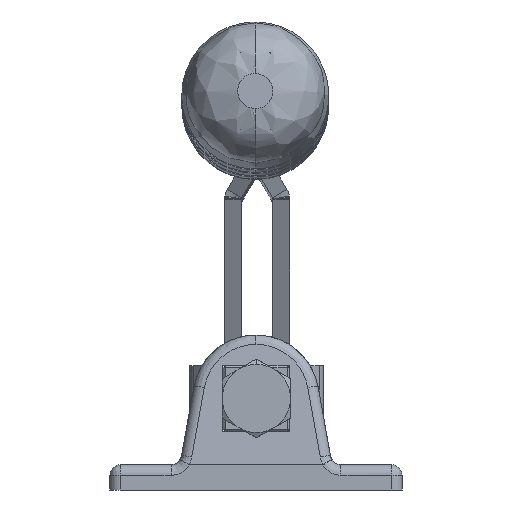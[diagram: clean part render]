
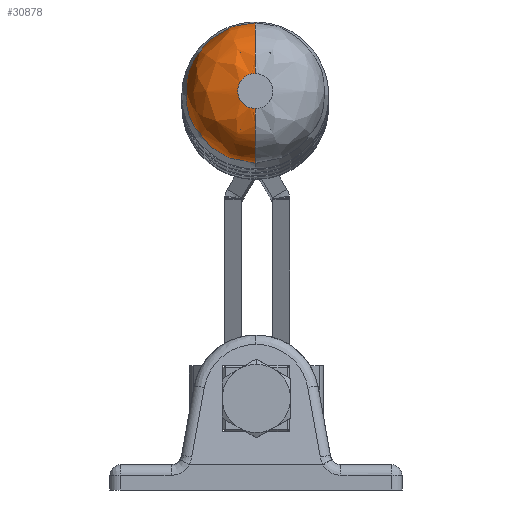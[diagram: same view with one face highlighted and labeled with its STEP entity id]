
A CAD part, front view. The second image highlights one B-rep face of the part: STEP entity #30878.
In plain terms, the highlighted free-form (B-spline) face has degree [3, 3] with [4, 4] control points.
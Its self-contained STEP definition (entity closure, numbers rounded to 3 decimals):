
#355 = CARTESIAN_POINT ( 'NONE',  ( 420.01, 103.92, 0. ) ) ;
#477 = DIRECTION ( 'NONE',  ( 0., 0., 1. ) ) ;
#513 = CARTESIAN_POINT ( 'NONE',  ( 420.01, 110.599, 0. ) ) ;
#2823 = CARTESIAN_POINT ( 'NONE',  ( 420.01, 118.758, 22.996 ) ) ;
#3162 = CARTESIAN_POINT ( 'NONE',  ( 413.119, 123.125, 31.731 ) ) ;
#3276 = CARTESIAN_POINT ( 'NONE',  ( 405.741, 119.642, 0. ) ) ;
#3399 = DIRECTION ( 'NONE',  ( 0., 0., -1. ) ) ;
#3510 = DIRECTION ( 'NONE',  ( -1., 0., 0. ) ) ;
#3926 = CARTESIAN_POINT ( 'NONE',  ( 420.01, 103.92, 0. ) ) ;
#4460 = CIRCLE ( 'NONE', #14804, 10. ) ;
#4669 = ORIENTED_EDGE ( 'NONE', *, *, #8831, .T. ) ;
#4999 =( BOUNDED_CURVE ( )  B_SPLINE_CURVE ( 3, ( #355, #23904, #29385, #8180 ),
 .UNSPECIFIED., .F., .F. ) 
 B_SPLINE_CURVE_WITH_KNOTS ( ( 4, 4 ),
 ( 0., 1. ),
 .UNSPECIFIED. ) 
 CURVE ( )  GEOMETRIC_REPRESENTATION_ITEM ( )  RATIONAL_B_SPLINE_CURVE ( ( 1., 0.333, 0.333, 1. ) ) 
 REPRESENTATION_ITEM ( '' )  );
#5651 = CARTESIAN_POINT ( 'NONE',  ( 405.741, 119.642, 0. ) ) ;
#5796 = CARTESIAN_POINT ( 'NONE',  ( 413.119, 91.394, 0. ) ) ;
#6155 = CARTESIAN_POINT ( 'NONE',  ( 405.741, 107.259, 0. ) ) ;
#6481 = CIRCLE ( 'NONE', #25014, 12.383 ) ;
#7268 = EDGE_CURVE ( 'NONE', #12621, #29607, #30387, .T. ) ;
#7984 = CARTESIAN_POINT ( 'NONE',  ( 420.01, 118.758, 0. ) ) ;
#8060 = CARTESIAN_POINT ( 'NONE',  ( 410.01, 110.599, 0. ) ) ;
#8110 = EDGE_CURVE ( 'NONE', #16181, #22239, #4460, .T. ) ;
#8180 = CARTESIAN_POINT ( 'NONE',  ( 420.01, 110.599, 0. ) ) ;
#8725 = FACE_OUTER_BOUND ( 'NONE', #21554, .T. ) ;
#8756 = AXIS2_PLACEMENT_3D ( 'NONE', #27253, #3510, #3399 ) ;
#8831 = EDGE_CURVE ( 'NONE', #12621, #16181, #4999, .T. ) ;
#10074 = CARTESIAN_POINT ( 'NONE',  ( 405.741, 107.259, 12.383 ) ) ;
#11036 = DIRECTION ( 'NONE',  ( 0., 1., 0. ) ) ;
#12554 = CARTESIAN_POINT ( 'NONE',  ( 420.01, 110.599, 0. ) ) ;
#12621 = VERTEX_POINT ( 'NONE', #3926 ) ;
#14804 = AXIS2_PLACEMENT_3D ( 'NONE', #8060, #477, #11036 ) ;
#14949 = CARTESIAN_POINT ( 'NONE',  ( 410.01, 103.92, 0. ) ) ;
#15822 = CARTESIAN_POINT ( 'NONE',  ( 413.119, 123.125, 0. ) ) ;
#16181 = VERTEX_POINT ( 'NONE', #12554 ) ;
#16398 = DIRECTION ( 'NONE',  ( 0., 0., -1. ) ) ;
#16843 = CARTESIAN_POINT ( 'NONE',  ( 405.741, 94.877, 24.766 ) ) ;
#17210 = AXIS2_PLACEMENT_3D ( 'NONE', #14949, #33605, #22827 ) ;
#17547 = ORIENTED_EDGE ( 'NONE', *, *, #8110, .T. ) ;
#17561 =( BOUNDED_SURFACE ( )  B_SPLINE_SURFACE ( 3, 3, ( 
 ( #513, #31970, #18898, #18567 ),
 ( #7984, #2823, #23824, #31745 ),
 ( #15822, #3162, #21508, #5796 ),
 ( #3276, #21858, #16843, #21626 ) ),
 .UNSPECIFIED., .F., .F., .F. ) 
 B_SPLINE_SURFACE_WITH_KNOTS ( ( 4, 4 ),
 ( 4, 4 ),
 ( 0., 1. ),
 ( 0., 1. ),
 .UNSPECIFIED. ) 
 GEOMETRIC_REPRESENTATION_ITEM ( )  RATIONAL_B_SPLINE_SURFACE ( (
 ( 1., 0.333, 0.333, 1.),
 ( 0.69, 0.23, 0.23, 0.69),
 ( 0.69, 0.23, 0.23, 0.69),
 ( 1., 0.333, 0.333, 1.) ) ) 
 REPRESENTATION_ITEM ( '' )  SURFACE ( )  );
#18271 = ORIENTED_EDGE ( 'NONE', *, *, #25250, .F. ) ;
#18567 = CARTESIAN_POINT ( 'NONE',  ( 420.01, 103.92, 0. ) ) ;
#18898 = CARTESIAN_POINT ( 'NONE',  ( 420.01, 103.92, 6.679 ) ) ;
#21508 = CARTESIAN_POINT ( 'NONE',  ( 413.119, 91.394, 31.731 ) ) ;
#21554 = EDGE_LOOP ( 'NONE', ( #25059, #4669, #17547, #18271, #28858 ) ) ;
#21626 = CARTESIAN_POINT ( 'NONE',  ( 405.741, 94.877, 0. ) ) ;
#21858 = CARTESIAN_POINT ( 'NONE',  ( 405.741, 119.642, 24.766 ) ) ;
#22239 = VERTEX_POINT ( 'NONE', #5651 ) ;
#22827 = DIRECTION ( 'NONE',  ( 0., -1., 0. ) ) ;
#23824 = CARTESIAN_POINT ( 'NONE',  ( 420.01, 95.761, 22.996 ) ) ;
#23894 = CARTESIAN_POINT ( 'NONE',  ( 405.741, 94.877, 0. ) ) ;
#23904 = CARTESIAN_POINT ( 'NONE',  ( 420.01, 103.92, 6.679 ) ) ;
#25014 = AXIS2_PLACEMENT_3D ( 'NONE', #6155, #32436, #16398 ) ;
#25059 = ORIENTED_EDGE ( 'NONE', *, *, #7268, .F. ) ;
#25250 = EDGE_CURVE ( 'NONE', #26143, #22239, #6481, .T. ) ;
#26143 = VERTEX_POINT ( 'NONE', #10074 ) ;
#27253 = CARTESIAN_POINT ( 'NONE',  ( 405.741, 107.259, 0. ) ) ;
#28858 = ORIENTED_EDGE ( 'NONE', *, *, #32895, .F. ) ;
#29385 = CARTESIAN_POINT ( 'NONE',  ( 420.01, 110.599, 6.679 ) ) ;
#29607 = VERTEX_POINT ( 'NONE', #23894 ) ;
#30387 = CIRCLE ( 'NONE', #17210, 10. ) ;
#30404 = CIRCLE ( 'NONE', #8756, 12.383 ) ;
#30878 = ADVANCED_FACE ( 'NONE', ( #8725 ), #17561, .T. ) ;
#31745 = CARTESIAN_POINT ( 'NONE',  ( 420.01, 95.761, 0. ) ) ;
#31970 = CARTESIAN_POINT ( 'NONE',  ( 420.01, 110.599, 6.679 ) ) ;
#32436 = DIRECTION ( 'NONE',  ( -1., 0., 0. ) ) ;
#32895 = EDGE_CURVE ( 'NONE', #29607, #26143, #30404, .T. ) ;
#33605 = DIRECTION ( 'NONE',  ( 0., 0., -1. ) ) ;
